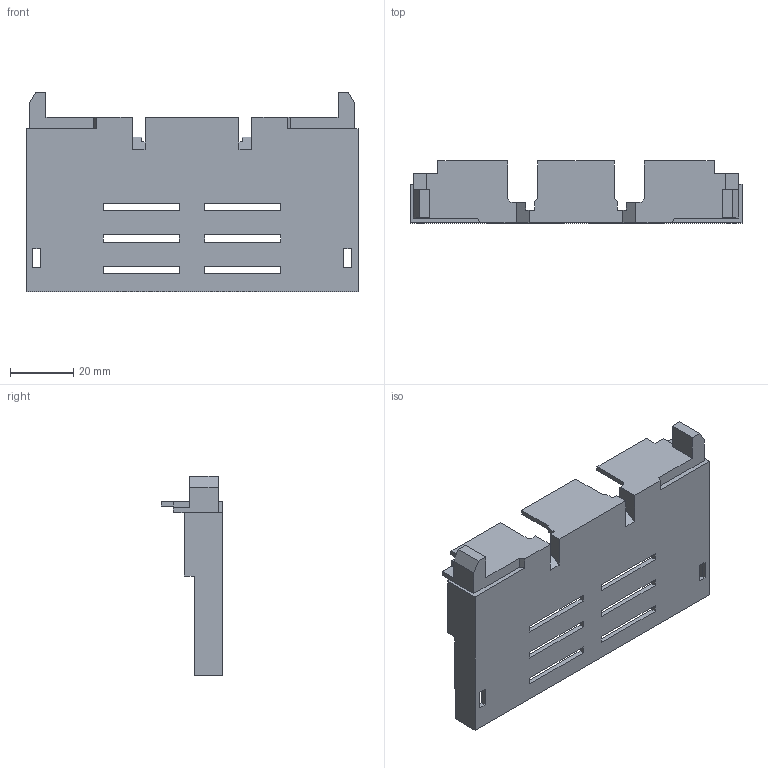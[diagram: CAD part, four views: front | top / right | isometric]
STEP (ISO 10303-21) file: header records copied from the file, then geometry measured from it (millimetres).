
FILE_DESCRIPTION((''),'2;1');
FILE_NAME('001690987_UGS_KVL-00_3P_32_ASM','2023-11-23T09:33:39',('klemen.sitar'),('Audax d.o.o.'),'CREO PARAMETRIC BY PTC INC, 2021304','CREO PARAMETRIC BY PTC INC, 2021304','');
FILE_SCHEMA(('AP242_MANAGED_MODEL_BASED_3D_ENGINEERING_MIM_LF { 1 0 10303 442 1 1 4 }'));
Length unit declared in the file: millimetre
Products named in the file (2): UGS-KETO-00-3_32_1; 001690987_UGS_KVL-00_3P_32_ASM
Assembly tree (1 placements, depth 2):
  001690987_UGS_KVL-00_3P_32_ASM
    UGS-KETO-00-3_32_1
Bounding box: 104.6 x 19.5 x 63 mm (x, y, z)
Volume: 12332.4 mm3; surface area: 17848.1 mm2
Topology: 1 solids, 1 shells, 132 faces, 397 edges, 265 vertices
Faces by surface type: plane 132
Entity records: 5929 total; most frequent: CARTESIAN_POINT 802, ORIENTED_EDGE 794, DIRECTION 669, PRESENTATION_STYLE_ASSIGNMENT 400, STYLED_ITEM 400, CURVE_STYLE 399, VECTOR 397, LINE 397
